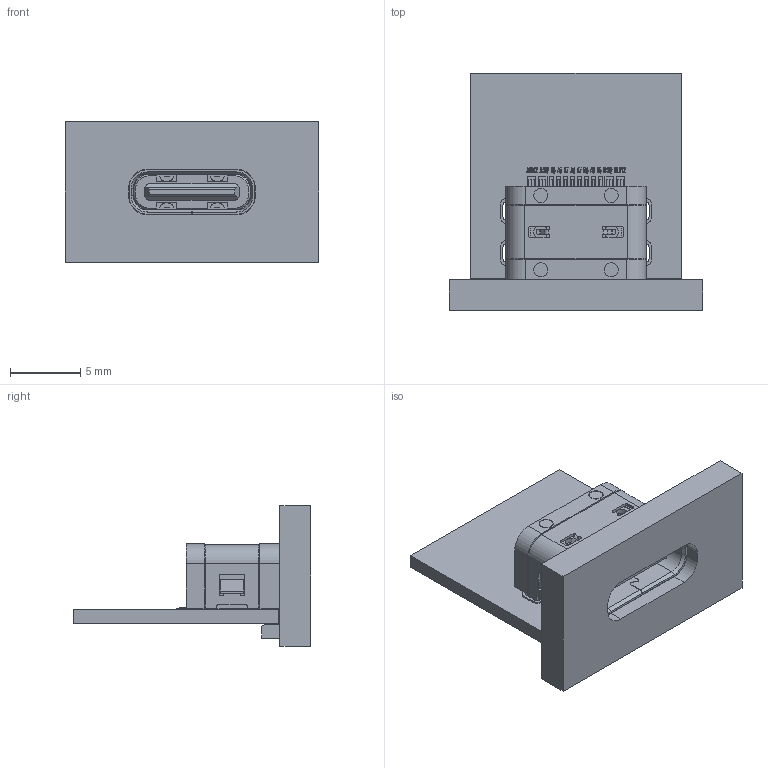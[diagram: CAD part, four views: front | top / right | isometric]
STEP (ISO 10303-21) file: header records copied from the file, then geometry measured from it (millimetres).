
FILE_DESCRIPTION(/* description */ (''),/* implementation_level */ '2;1');
FILE_NAME(/* name */ 'A1036-3D.stp',/* time_stamp */ '2024-07-03T18:29:18+08:00',/* author */ (''),/* organization */ (''),/* preprocessor_version */ 'ST-DEVELOPER v16',/* originating_system */ 'SIEMENS PLM Software NX 10.0',/* authorisation */ '');
FILE_SCHEMA (('AUTOMOTIVE_DESIGN { 1 0 10303 214 3 1 1 1 }'));
Length unit declared in the file: millimetre
Products named in the file (1): xue4D8C5FA3zh0r
Bounding box: 18 x 16.9 x 10 mm (x, y, z)
Volume: 802.1 mm3; surface area: 2012.1 mm2
Topology: 4 solids, 4 shells, 1423 faces, 3924 edges, 2603 vertices
Faces by surface type: plane 940, cylinder 296, extrusion 140, cone 26, bspline 17, torus 4
Full cylindrical faces by diameter (mm): 0.9 x2, 1 x2
Entity records: 49929 total; most frequent: CARTESIAN_POINT 14574, ORIENTED_EDGE 7664, DIRECTION 6357, EDGE_CURVE 3832, VECTOR 2629, VERTEX_POINT 2523, LINE 2489, AXIS2_PLACEMENT_3D 1864
